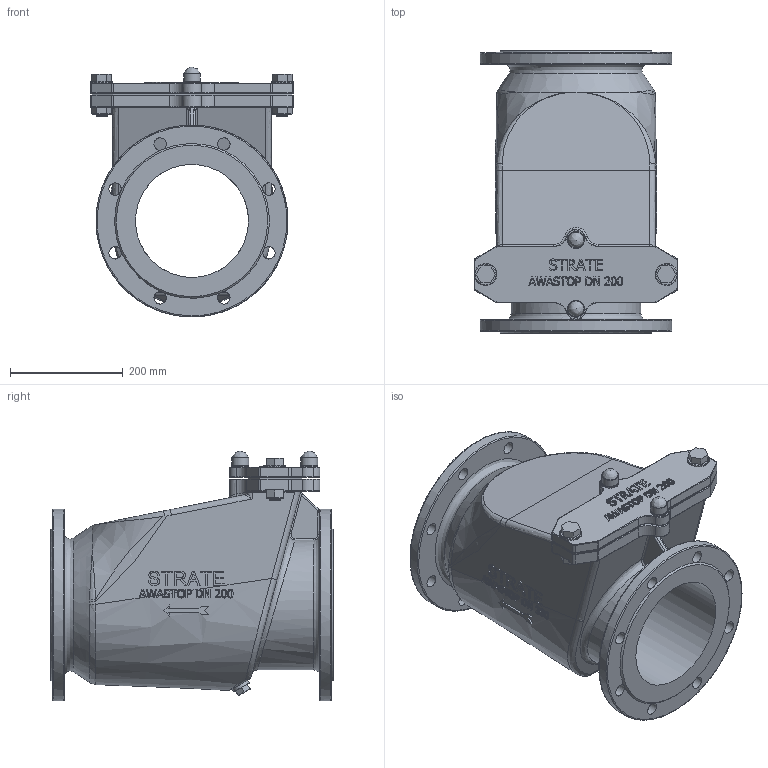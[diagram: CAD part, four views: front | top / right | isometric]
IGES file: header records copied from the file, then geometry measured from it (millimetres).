
Global section: file name: Awastop DN 200; native system: Autodesk Inventor 2018; preprocessor: unknown; author: A.Unrein; date: 20190814.161342; units: millimetre
Bounding box: 360 x 500 x 442.5 mm (x, y, z)
Volume: 22453525.9 mm3; surface area: 1174592.8 mm2
Topology: 1 solids, 1 shells, 1207 faces, 3530 edges, 2383 vertices
Faces by surface type: bspline 1207
